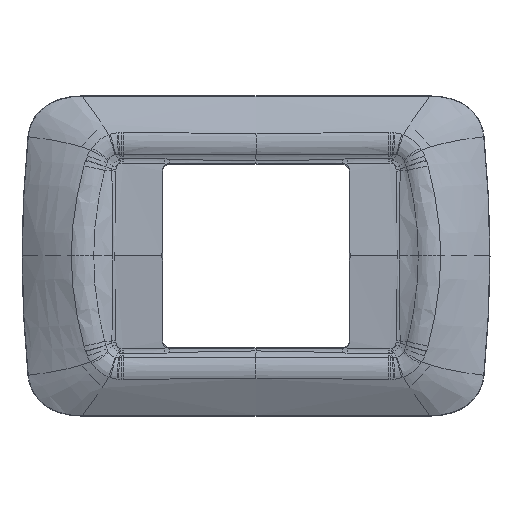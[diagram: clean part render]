
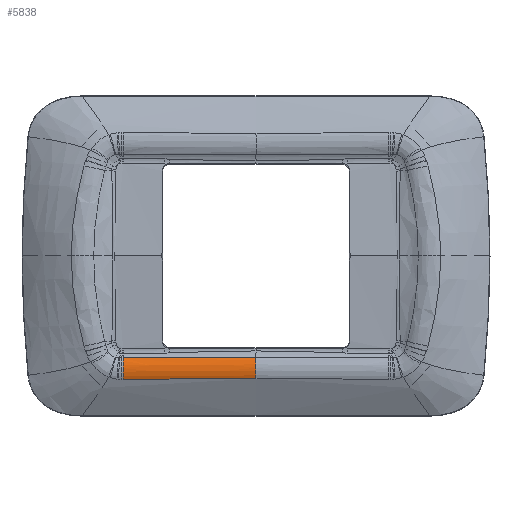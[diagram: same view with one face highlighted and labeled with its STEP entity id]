
A CAD part, top view. The second image highlights one B-rep face of the part: STEP entity #5838.
In plain terms, the highlighted free-form (B-spline) face has degree [5, 8] with [6, 9] control points.
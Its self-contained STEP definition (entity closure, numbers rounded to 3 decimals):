
#4621=CARTESIAN_POINT('Vertex',(-33.05,-25.316,7.138)) ;
#5712=CARTESIAN_POINT('Control Point',(-33.026,-30.702,7.519)) ;
#5713=CARTESIAN_POINT('Control Point',(-33.029,-30.056,7.789)) ;
#5714=CARTESIAN_POINT('Control Point',(-33.033,-29.374,7.973)) ;
#5715=CARTESIAN_POINT('Control Point',(-33.036,-28.67,8.066)) ;
#5716=CARTESIAN_POINT('Control Point',(-33.039,-27.957,8.063)) ;
#5717=CARTESIAN_POINT('Control Point',(-33.043,-27.251,7.965)) ;
#5718=CARTESIAN_POINT('Control Point',(-33.045,-26.567,7.775)) ;
#5719=CARTESIAN_POINT('Control Point',(-33.048,-25.917,7.497)) ;
#5720=CARTESIAN_POINT('Control Point',(-33.05,-25.316,7.138)) ;
#5721=CARTESIAN_POINT('Vertex',(-33.026,-30.702,7.519)) ;
#5740=CARTESIAN_POINT('Control Point',(-33.026,-30.702,7.519)) ;
#5741=CARTESIAN_POINT('Control Point',(-33.029,-30.056,7.789)) ;
#5742=CARTESIAN_POINT('Control Point',(-33.033,-29.374,7.973)) ;
#5743=CARTESIAN_POINT('Control Point',(-33.036,-28.67,8.066)) ;
#5744=CARTESIAN_POINT('Control Point',(-33.039,-27.957,8.063)) ;
#5745=CARTESIAN_POINT('Control Point',(-33.043,-27.251,7.965)) ;
#5746=CARTESIAN_POINT('Control Point',(-33.045,-26.567,7.775)) ;
#5747=CARTESIAN_POINT('Control Point',(-33.048,-25.917,7.497)) ;
#5748=CARTESIAN_POINT('Control Point',(-33.05,-25.316,7.138)) ;
#5749=CARTESIAN_POINT('Control Point',(-26.416,-30.667,7.534)) ;
#5750=CARTESIAN_POINT('Control Point',(-26.419,-30.023,7.803)) ;
#5751=CARTESIAN_POINT('Control Point',(-26.423,-29.343,7.986)) ;
#5752=CARTESIAN_POINT('Control Point',(-26.426,-28.641,8.078)) ;
#5753=CARTESIAN_POINT('Control Point',(-26.43,-27.931,8.075)) ;
#5754=CARTESIAN_POINT('Control Point',(-26.433,-27.227,7.979)) ;
#5755=CARTESIAN_POINT('Control Point',(-26.436,-26.545,7.79)) ;
#5756=CARTESIAN_POINT('Control Point',(-26.438,-25.897,7.514)) ;
#5757=CARTESIAN_POINT('Control Point',(-26.44,-25.297,7.158)) ;
#5758=CARTESIAN_POINT('Control Point',(-19.805,-30.632,7.548)) ;
#5759=CARTESIAN_POINT('Control Point',(-19.808,-29.99,7.816)) ;
#5760=CARTESIAN_POINT('Control Point',(-19.812,-29.312,7.998)) ;
#5761=CARTESIAN_POINT('Control Point',(-19.815,-28.612,8.09)) ;
#5762=CARTESIAN_POINT('Control Point',(-19.819,-27.904,8.088)) ;
#5763=CARTESIAN_POINT('Control Point',(-19.822,-27.203,7.992)) ;
#5764=CARTESIAN_POINT('Control Point',(-19.824,-26.522,7.805)) ;
#5765=CARTESIAN_POINT('Control Point',(-19.827,-25.876,7.53)) ;
#5766=CARTESIAN_POINT('Control Point',(-19.829,-25.277,7.177)) ;
#5767=CARTESIAN_POINT('Control Point',(-13.197,-30.597,7.563)) ;
#5768=CARTESIAN_POINT('Control Point',(-13.2,-29.957,7.829)) ;
#5769=CARTESIAN_POINT('Control Point',(-13.204,-29.281,8.011)) ;
#5770=CARTESIAN_POINT('Control Point',(-13.207,-28.583,8.102)) ;
#5771=CARTESIAN_POINT('Control Point',(-13.211,-27.877,8.1)) ;
#5772=CARTESIAN_POINT('Control Point',(-13.214,-27.178,8.005)) ;
#5773=CARTESIAN_POINT('Control Point',(-13.216,-26.499,7.819)) ;
#5774=CARTESIAN_POINT('Control Point',(-13.219,-25.854,7.547)) ;
#5775=CARTESIAN_POINT('Control Point',(-13.221,-25.256,7.196)) ;
#5776=CARTESIAN_POINT('Control Point',(-6.585,-30.562,7.578)) ;
#5777=CARTESIAN_POINT('Control Point',(-6.588,-29.923,7.842)) ;
#5778=CARTESIAN_POINT('Control Point',(-6.592,-29.25,8.023)) ;
#5779=CARTESIAN_POINT('Control Point',(-6.595,-28.554,8.114)) ;
#5780=CARTESIAN_POINT('Control Point',(-6.599,-27.85,8.113)) ;
#5781=CARTESIAN_POINT('Control Point',(-6.602,-27.153,8.019)) ;
#5782=CARTESIAN_POINT('Control Point',(-6.604,-26.476,7.834)) ;
#5783=CARTESIAN_POINT('Control Point',(-6.607,-25.833,7.564)) ;
#5784=CARTESIAN_POINT('Control Point',(-6.609,-25.236,7.215)) ;
#5785=CARTESIAN_POINT('Control Point',(0.024,-30.527,7.592)) ;
#5786=CARTESIAN_POINT('Control Point',(0.021,-29.89,7.856)) ;
#5787=CARTESIAN_POINT('Control Point',(0.017,-29.218,8.036)) ;
#5788=CARTESIAN_POINT('Control Point',(0.014,-28.524,8.127)) ;
#5789=CARTESIAN_POINT('Control Point',(0.01,-27.823,8.125)) ;
#5790=CARTESIAN_POINT('Control Point',(0.007,-27.127,8.032)) ;
#5791=CARTESIAN_POINT('Control Point',(0.005,-26.452,7.849)) ;
#5792=CARTESIAN_POINT('Control Point',(0.002,-25.81,7.58)) ;
#5793=CARTESIAN_POINT('Control Point',(0.,-25.214,7.233)) ;
#5795=CARTESIAN_POINT('Control Point',(-33.026,-30.702,7.519)) ;
#5796=CARTESIAN_POINT('Control Point',(-26.421,-30.667,7.534)) ;
#5797=CARTESIAN_POINT('Control Point',(-19.815,-30.632,7.548)) ;
#5798=CARTESIAN_POINT('Control Point',(-13.212,-30.597,7.563)) ;
#5799=CARTESIAN_POINT('Control Point',(-6.604,-30.562,7.577)) ;
#5800=CARTESIAN_POINT('Control Point',(0.,-30.527,7.592)) ;
#5801=CARTESIAN_POINT('Vertex',(0.,-30.527,7.592)) ;
#5805=CARTESIAN_POINT('Control Point',(0.,-30.527,7.592)) ;
#5806=CARTESIAN_POINT('Control Point',(0.,-29.253,8.119)) ;
#5807=CARTESIAN_POINT('Control Point',(0.,-27.814,8.256)) ;
#5808=CARTESIAN_POINT('Control Point',(0.,-26.406,7.927)) ;
#5809=CARTESIAN_POINT('Control Point',(0.,-25.215,7.233)) ;
#5810=CARTESIAN_POINT('Vertex',(0.,-25.215,7.233)) ;
#5814=CARTESIAN_POINT('Control Point',(-0.024,-25.215,7.233)) ;
#5815=CARTESIAN_POINT('Control Point',(-0.019,-25.215,7.233)) ;
#5816=CARTESIAN_POINT('Control Point',(-0.015,-25.215,7.233)) ;
#5817=CARTESIAN_POINT('Control Point',(-0.01,-25.215,7.233)) ;
#5818=CARTESIAN_POINT('Control Point',(-0.005,-25.215,7.233)) ;
#5819=CARTESIAN_POINT('Control Point',(0.,-25.214,7.233)) ;
#5820=CARTESIAN_POINT('Vertex',(-0.024,-25.215,7.233)) ;
#5824=CARTESIAN_POINT('Control Point',(-33.05,-25.316,7.138)) ;
#5825=CARTESIAN_POINT('Control Point',(-26.445,-25.297,7.158)) ;
#5826=CARTESIAN_POINT('Control Point',(-19.839,-25.277,7.177)) ;
#5827=CARTESIAN_POINT('Control Point',(-13.236,-25.256,7.196)) ;
#5828=CARTESIAN_POINT('Control Point',(-6.629,-25.236,7.215)) ;
#5829=CARTESIAN_POINT('Control Point',(-0.024,-25.215,7.233)) ;
#5832=ORIENTED_EDGE('',*,*,#5723,.F.) ;
#5833=ORIENTED_EDGE('',*,*,#5803,.T.) ;
#5834=ORIENTED_EDGE('',*,*,#5812,.T.) ;
#5835=ORIENTED_EDGE('',*,*,#5822,.F.) ;
#5836=ORIENTED_EDGE('',*,*,#5830,.F.) ;
#5838=ADVANCED_FACE('PartBody ( *SOL563 - wsp *MASTER -  )',(#5837),#5739,.T.) ;
#5711=B_SPLINE_CURVE_WITH_KNOTS('',8,(#5712,#5713,#5714,#5715,#5716,#5717,#5718,#5719,#5720),.UNSPECIFIED.,.F.,.U.,(9,9),(0.,5.594),.UNSPECIFIED.) ;
#5794=B_SPLINE_CURVE_WITH_KNOTS('',5,(#5795,#5796,#5797,#5798,#5799,#5800),.UNSPECIFIED.,.F.,.U.,(6,6),(2.86,35.9),.UNSPECIFIED.) ;
#5804=B_SPLINE_CURVE_WITH_KNOTS('',4,(#5805,#5806,#5807,#5808,#5809),.UNSPECIFIED.,.F.,.U.,(5,5),(0.,5.594),.UNSPECIFIED.) ;
#5813=B_SPLINE_CURVE_WITH_KNOTS('',5,(#5814,#5815,#5816,#5817,#5818,#5819),.UNSPECIFIED.,.F.,.U.,(6,6),(0.,0.024),.UNSPECIFIED.) ;
#5823=B_SPLINE_CURVE_WITH_KNOTS('',5,(#5824,#5825,#5826,#5827,#5828,#5829),.UNSPECIFIED.,.F.,.U.,(6,6),(2.86,35.9),.UNSPECIFIED.) ;
#5739=B_SPLINE_SURFACE_WITH_KNOTS('',5,8,((#5740,#5741,#5742,#5743,#5744,#5745,#5746,#5747,#5748),(#5749,#5750,#5751,#5752,#5753,#5754,#5755,#5756,#5757),(#5758,#5759,#5760,#5761,#5762,#5763,#5764,#5765,#5766),(#5767,#5768,#5769,#5770,#5771,#5772,#5773,#5774,#5775),(#5776,#5777,#5778,#5779,#5780,#5781,#5782,#5783,#5784),(#5785,#5786,#5787,#5788,#5789,#5790,#5791,#5792,#5793)),.UNSPECIFIED.,.F.,.F.,.U.,(6,6),(9,9),(2.86,35.924),(0.,5.594),.UNSPECIFIED.) ;
#5723=EDGE_CURVE('',#5722,#4622,#5711,.T.) ;
#5803=EDGE_CURVE('',#5722,#5802,#5794,.T.) ;
#5812=EDGE_CURVE('',#5802,#5811,#5804,.T.) ;
#5822=EDGE_CURVE('',#5821,#5811,#5813,.T.) ;
#5830=EDGE_CURVE('',#4622,#5821,#5823,.T.) ;
#5831=EDGE_LOOP('',(#5832,#5833,#5834,#5835,#5836)) ;
#5837=FACE_OUTER_BOUND('',#5831,.T.) ;
#4622=VERTEX_POINT('',#4621) ;
#5722=VERTEX_POINT('',#5721) ;
#5802=VERTEX_POINT('',#5801) ;
#5811=VERTEX_POINT('',#5810) ;
#5821=VERTEX_POINT('',#5820) ;
